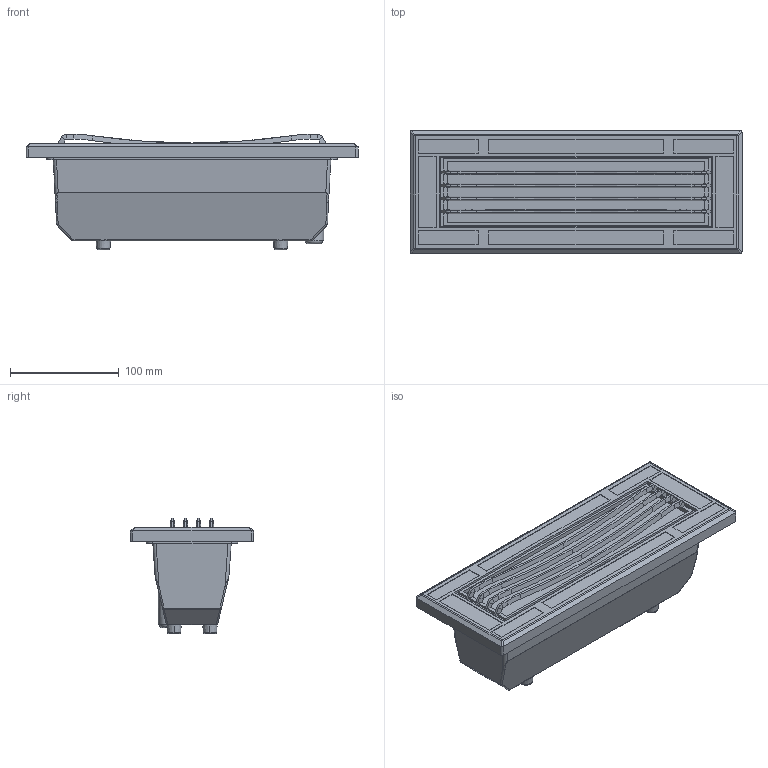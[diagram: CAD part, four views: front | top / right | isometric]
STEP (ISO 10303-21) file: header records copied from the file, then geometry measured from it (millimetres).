
FILE_DESCRIPTION (( 'STEP AP214' ), '1' );
FILE_NAME ('LNPP0-3118-1-060-K02 Ñâåòèëüíèê ÍÂÏ3118 ÷åðíûé_ïðÿìîóãîëüíèê ñ ðåøåòêîé 60Âò IP54 IEK.STEP', '2017-06-02T09:07:45', ( '' ), ( '' ), 'SwSTEP 2.0', 'SolidWorks 2014', '' );
FILE_SCHEMA (( 'AUTOMOTIVE_DESIGN' ));
Length unit declared in the file: millimetre
Products named in the file (1): LNPP0-3118-1-060-K02 Ñâåòèëüíèê ÍÂÏ3118 ÷åðíûé_ïðÿìîóãîëüíèê ñ ðåøåòêîé  60Âò IP54 IEK
Bounding box: 305 x 113 x 106 mm (x, y, z)
Volume: 1570714.3 mm3; surface area: 151235.2 mm2
Topology: 1 solids, 1 shells, 360 faces, 861 edges, 507 vertices
Faces by surface type: plane 190, cylinder 87, cone 52, sphere 11, torus 10, bspline 10
Entity records: 10532 total; most frequent: CARTESIAN_POINT 2192, DIRECTION 1736, ORIENTED_EDGE 1722, EDGE_CURVE 861, VECTOR 614, LINE 614, AXIS2_PLACEMENT_3D 561, VERTEX_POINT 507
